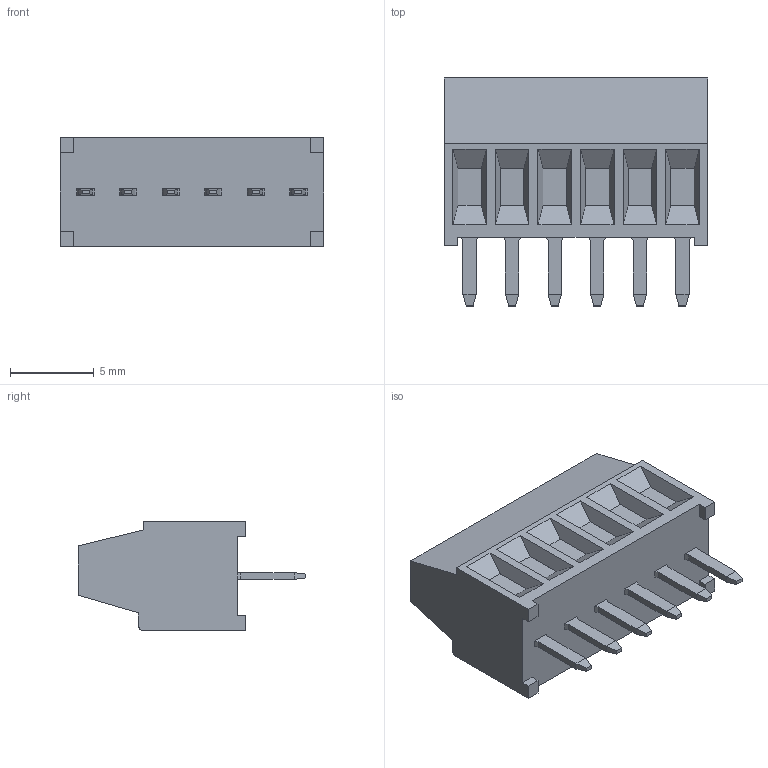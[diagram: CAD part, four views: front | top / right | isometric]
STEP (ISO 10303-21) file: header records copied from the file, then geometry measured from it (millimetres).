
FILE_DESCRIPTION (( 'STEP AP214' ), '1' );
FILE_NAME ('282834-6.STEP', '2020-06-04T15:04:38', ( '' ), ( '' ), 'SwSTEP 2.0', 'SolidWorks 2017', '' );
FILE_SCHEMA (( 'AUTOMOTIVE_DESIGN' ));
Length unit declared in the file: millimetre
Products named in the file (1): 282834-6
Bounding box: 15.7 x 13.6 x 6.5 mm (x, y, z)
Volume: 739.3 mm3; surface area: 1277.4 mm2
Topology: 19 solids, 19 shells, 323 faces, 795 edges, 510 vertices
Faces by surface type: plane 292, cylinder 31
Entity records: 10171 total; most frequent: CARTESIAN_POINT 2471, ORIENTED_EDGE 1590, DIRECTION 1398, EDGE_CURVE 795, VECTOR 650, LINE 650, VERTEX_POINT 510, AXIS2_PLACEMENT_3D 374
